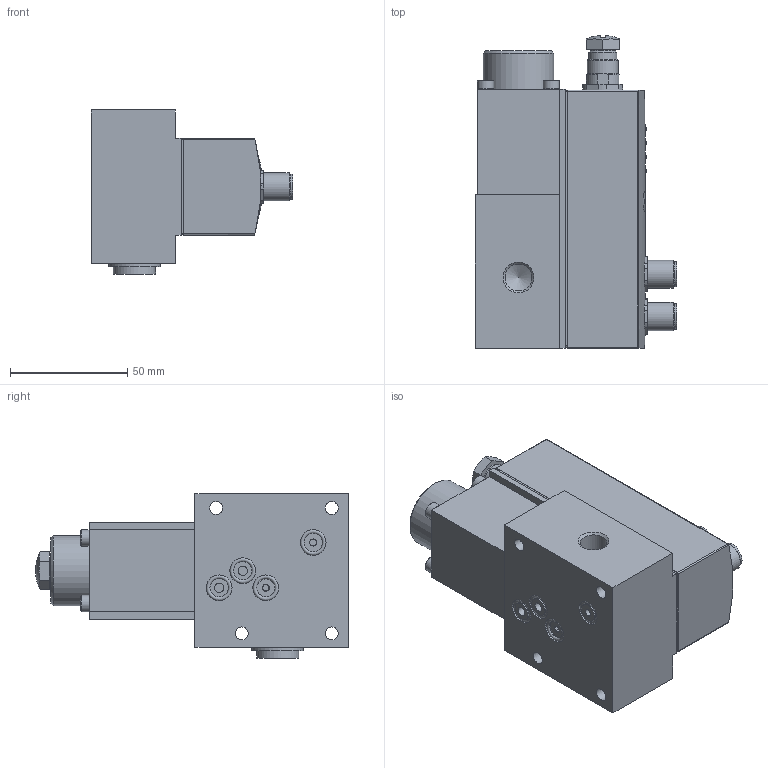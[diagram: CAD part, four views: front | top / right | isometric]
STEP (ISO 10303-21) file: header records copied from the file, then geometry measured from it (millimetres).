
FILE_DESCRIPTION(/* description */ ('STEP AP214'),/* implementation_level */ '2;1');
FILE_NAME(/* name */ '1635975_VPPL-3Q-3-Z-0L20H-V1-A-S1-4',/* time_stamp */ '2024-09-17T02:37:38+02:00',/* author */ ('License CC BY-ND 4.0'),/* organization */ ('CADENAS'),/* preprocessor_version */ 'ST-DEVELOPER v19.3',/* originating_system */ 'PARTsolutions',/* authorisation */ ' ');
FILE_SCHEMA (('AUTOMOTIVE_DESIGN {1 0 10303 214 3 1 1}'));
Length unit declared in the file: millimetre
Products named in the file (7): 1635975 VPPL-3Q-3-Z-0L20H-V1-A-S1-4; 1635975 VPPL-3Q-3-Z-0L20H-V1-A-S1-4---(V); ISO-4762 M4x50; 165592 ISK-M12; 174308 B-M5-B; 1763367 14-USIT-U---(Z); DIN-908 G1/4A
Assembly tree (9 placements, depth 2):
  1635975 VPPL-3Q-3-Z-0L20H-V1-A-S1-4
    1635975 VPPL-3Q-3-Z-0L20H-V1-A-S1-4---(V)
    ISO-4762 M4x50  x4
    165592 ISK-M12
    174308 B-M5-B
    1763367 14-USIT-U---(Z)
    DIN-908 G1/4A
Bounding box: 86.1 x 133.55 x 70 mm (x, y, z)
Volume: 354420.5 mm3; surface area: 60835.2 mm2
Topology: 9 solids, 9 shells, 455 faces, 1035 edges, 662 vertices
Faces by surface type: plane 234, cylinder 128, cone 81, torus 11, sphere 1
Full cylindrical faces by diameter (mm): 1 x10, 1.1 x5, 3 x1, 3.242 x4, 4 x6, 4.134 x2, 4.4 x4, 5 x1, 5.5 x4, 7 x4, 7.2 x1, 7.8 x4, 7.9 x1, 8 x2, 8.2 x1, 8.6 x1, 10 x4, 10.106 x1, 10.3 x1, 10.773 x3, 11 x4, 11.445 x2, 12 x3, 13.157 x1, 13.2 x1, 14 x1, 16 x2, 18 x1, 22 x1, 30 x1
Entity records: 11669 total; most frequent: CARTESIAN_POINT 1814, DIRECTION 1700, ORIENTED_EDGE 1384, EDGE_CURVE 692, AXIS2_PLACEMENT_3D 669, FACE_BOUND 573, EDGE_LOOP 558, VERTEX_POINT 525
